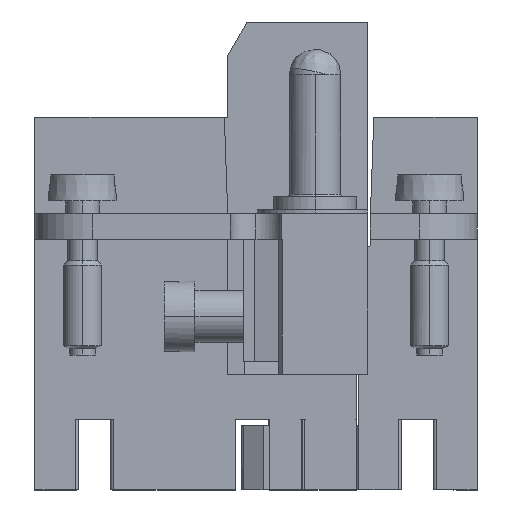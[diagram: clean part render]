
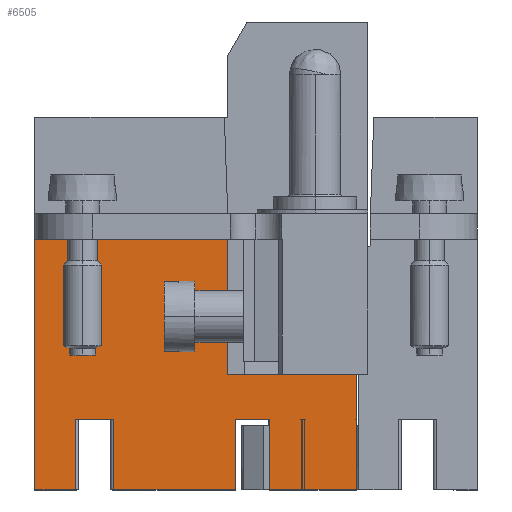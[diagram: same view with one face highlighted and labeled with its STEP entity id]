
A CAD part, front view. The second image highlights one B-rep face of the part: STEP entity #6505.
In plain terms, the highlighted planar face has unit normal (0, -1, 0).
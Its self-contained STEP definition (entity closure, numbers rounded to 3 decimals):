
#6405=AXIS2_PLACEMENT_3D('Plane Axis2P3D',#6402,#6403,#6404) ;
#508=CARTESIAN_POINT('Vertex',(25.,9.2,0.)) ;
#511=CARTESIAN_POINT('Line Origine',(21.63,9.2,0.)) ;
#515=CARTESIAN_POINT('Vertex',(18.26,9.2,0.)) ;
#6376=CARTESIAN_POINT('Vertex',(25.,9.2,9.)) ;
#6379=CARTESIAN_POINT('Line Origine',(25.,9.2,4.5)) ;
#6402=CARTESIAN_POINT('Axis2P3D Location',(0.,9.2,0.)) ;
#6407=CARTESIAN_POINT('Line Origine',(15.,9.2,14.25)) ;
#6411=CARTESIAN_POINT('Vertex',(15.,9.2,9.)) ;
#6413=CARTESIAN_POINT('Vertex',(15.,9.2,19.5)) ;
#6416=CARTESIAN_POINT('Line Origine',(7.5,9.2,19.5)) ;
#6420=CARTESIAN_POINT('Vertex',(0.,9.2,19.5)) ;
#6423=CARTESIAN_POINT('Line Origine',(0.,9.2,9.75)) ;
#6427=CARTESIAN_POINT('Vertex',(0.,9.2,0.)) ;
#6430=CARTESIAN_POINT('Line Origine',(1.581,9.2,0.)) ;
#6434=CARTESIAN_POINT('Vertex',(3.163,9.2,0.)) ;
#6437=CARTESIAN_POINT('Line Origine',(3.162,9.2,2.75)) ;
#6441=CARTESIAN_POINT('Vertex',(3.162,9.2,5.5)) ;
#6444=CARTESIAN_POINT('Line Origine',(4.65,9.2,5.5)) ;
#6448=CARTESIAN_POINT('Vertex',(6.137,9.2,5.5)) ;
#6451=CARTESIAN_POINT('Line Origine',(6.137,9.2,2.75)) ;
#6455=CARTESIAN_POINT('Vertex',(6.137,9.2,0.)) ;
#6458=CARTESIAN_POINT('Line Origine',(10.869,9.2,0.)) ;
#6462=CARTESIAN_POINT('Vertex',(15.6,9.2,0.)) ;
#6465=CARTESIAN_POINT('Line Origine',(15.6,9.2,2.75)) ;
#6469=CARTESIAN_POINT('Vertex',(15.6,9.2,5.5)) ;
#6472=CARTESIAN_POINT('Line Origine',(16.93,9.2,5.5)) ;
#6476=CARTESIAN_POINT('Vertex',(18.26,9.2,5.5)) ;
#6479=CARTESIAN_POINT('Line Origine',(18.26,9.2,2.75)) ;
#6484=CARTESIAN_POINT('Line Origine',(20.,9.2,9.)) ;
#512=DIRECTION('Vector Direction',(1.,0.,0.)) ;
#6380=DIRECTION('Vector Direction',(0.,0.,1.)) ;
#6403=DIRECTION('Axis2P3D Direction',(0.,-1.,0.)) ;
#6404=DIRECTION('Axis2P3D XDirection',(0.,0.,1.)) ;
#6408=DIRECTION('Vector Direction',(0.,0.,1.)) ;
#6417=DIRECTION('Vector Direction',(-1.,0.,0.)) ;
#6424=DIRECTION('Vector Direction',(0.,0.,-1.)) ;
#6431=DIRECTION('Vector Direction',(-1.,0.,0.)) ;
#6438=DIRECTION('Vector Direction',(0.,0.,1.)) ;
#6445=DIRECTION('Vector Direction',(1.,0.,0.)) ;
#6452=DIRECTION('Vector Direction',(0.,0.,-1.)) ;
#6459=DIRECTION('Vector Direction',(1.,0.,0.)) ;
#6466=DIRECTION('Vector Direction',(0.,0.,1.)) ;
#6473=DIRECTION('Vector Direction',(1.,0.,0.)) ;
#6480=DIRECTION('Vector Direction',(0.,0.,-1.)) ;
#6485=DIRECTION('Vector Direction',(-1.,0.,0.)) ;
#513=VECTOR('Line Direction',#512,1.) ;
#6381=VECTOR('Line Direction',#6380,1.) ;
#6409=VECTOR('Line Direction',#6408,1.) ;
#6418=VECTOR('Line Direction',#6417,1.) ;
#6425=VECTOR('Line Direction',#6424,1.) ;
#6432=VECTOR('Line Direction',#6431,1.) ;
#6439=VECTOR('Line Direction',#6438,1.) ;
#6446=VECTOR('Line Direction',#6445,1.) ;
#6453=VECTOR('Line Direction',#6452,1.) ;
#6460=VECTOR('Line Direction',#6459,1.) ;
#6467=VECTOR('Line Direction',#6466,1.) ;
#6474=VECTOR('Line Direction',#6473,1.) ;
#6481=VECTOR('Line Direction',#6480,1.) ;
#6486=VECTOR('Line Direction',#6485,1.) ;
#6490=ORIENTED_EDGE('',*,*,#6415,.T.) ;
#6491=ORIENTED_EDGE('',*,*,#6422,.F.) ;
#6492=ORIENTED_EDGE('',*,*,#6429,.T.) ;
#6493=ORIENTED_EDGE('',*,*,#6436,.F.) ;
#6494=ORIENTED_EDGE('',*,*,#6443,.T.) ;
#6495=ORIENTED_EDGE('',*,*,#6450,.T.) ;
#6496=ORIENTED_EDGE('',*,*,#6457,.T.) ;
#6497=ORIENTED_EDGE('',*,*,#6464,.T.) ;
#6498=ORIENTED_EDGE('',*,*,#6471,.T.) ;
#6499=ORIENTED_EDGE('',*,*,#6478,.T.) ;
#6500=ORIENTED_EDGE('',*,*,#6483,.T.) ;
#6501=ORIENTED_EDGE('',*,*,#517,.T.) ;
#6502=ORIENTED_EDGE('',*,*,#6383,.T.) ;
#6503=ORIENTED_EDGE('',*,*,#6488,.T.) ;
#6505=ADVANCED_FACE('57282 RA HDC MF 24-N.1\\RA_HDC_MF_24-N',(#6504),#6406,.T.) ;
#517=EDGE_CURVE('',#516,#509,#514,.T.) ;
#6383=EDGE_CURVE('',#509,#6377,#6382,.T.) ;
#6415=EDGE_CURVE('',#6412,#6414,#6410,.T.) ;
#6422=EDGE_CURVE('',#6421,#6414,#6419,.F.) ;
#6429=EDGE_CURVE('',#6421,#6428,#6426,.T.) ;
#6436=EDGE_CURVE('',#6435,#6428,#6433,.T.) ;
#6443=EDGE_CURVE('',#6435,#6442,#6440,.T.) ;
#6450=EDGE_CURVE('',#6442,#6449,#6447,.T.) ;
#6457=EDGE_CURVE('',#6449,#6456,#6454,.T.) ;
#6464=EDGE_CURVE('',#6456,#6463,#6461,.T.) ;
#6471=EDGE_CURVE('',#6463,#6470,#6468,.T.) ;
#6478=EDGE_CURVE('',#6470,#6477,#6475,.T.) ;
#6483=EDGE_CURVE('',#6477,#516,#6482,.T.) ;
#6488=EDGE_CURVE('',#6377,#6412,#6487,.T.) ;
#6489=EDGE_LOOP('',(#6490,#6491,#6492,#6493,#6494,#6495,#6496,#6497,#6498,#6499,#6500,#6501,#6502,#6503)) ;
#6504=FACE_OUTER_BOUND('',#6489,.T.) ;
#514=LINE('Line',#511,#513) ;
#6382=LINE('Line',#6379,#6381) ;
#6410=LINE('Line',#6407,#6409) ;
#6419=LINE('Line',#6416,#6418) ;
#6426=LINE('Line',#6423,#6425) ;
#6433=LINE('Line',#6430,#6432) ;
#6440=LINE('Line',#6437,#6439) ;
#6447=LINE('Line',#6444,#6446) ;
#6454=LINE('Line',#6451,#6453) ;
#6461=LINE('Line',#6458,#6460) ;
#6468=LINE('Line',#6465,#6467) ;
#6475=LINE('Line',#6472,#6474) ;
#6482=LINE('Line',#6479,#6481) ;
#6487=LINE('Line',#6484,#6486) ;
#6406=PLANE('',#6405) ;
#509=VERTEX_POINT('',#508) ;
#516=VERTEX_POINT('',#515) ;
#6377=VERTEX_POINT('',#6376) ;
#6412=VERTEX_POINT('',#6411) ;
#6414=VERTEX_POINT('',#6413) ;
#6421=VERTEX_POINT('',#6420) ;
#6428=VERTEX_POINT('',#6427) ;
#6435=VERTEX_POINT('',#6434) ;
#6442=VERTEX_POINT('',#6441) ;
#6449=VERTEX_POINT('',#6448) ;
#6456=VERTEX_POINT('',#6455) ;
#6463=VERTEX_POINT('',#6462) ;
#6470=VERTEX_POINT('',#6469) ;
#6477=VERTEX_POINT('',#6476) ;
